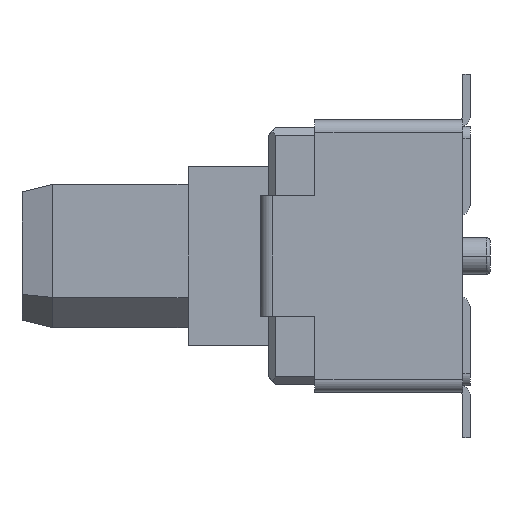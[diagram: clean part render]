
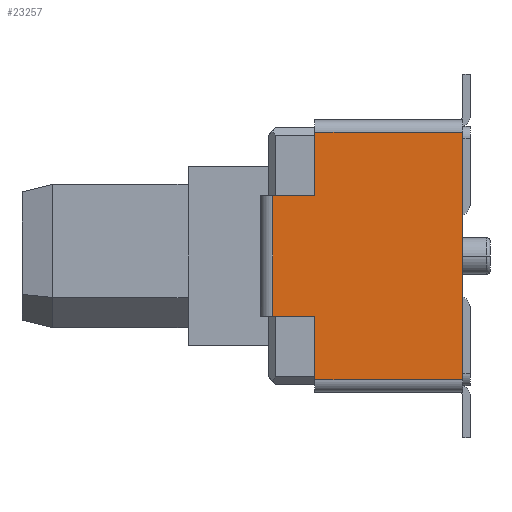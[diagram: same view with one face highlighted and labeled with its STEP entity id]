
A CAD part, left-side view. The second image highlights one B-rep face of the part: STEP entity #23257.
In plain terms, the highlighted planar face has unit normal (-1, 0, 0).
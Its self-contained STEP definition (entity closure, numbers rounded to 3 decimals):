
#159 = VECTOR ( 'NONE', #3722, 1000. ) ;
#759 = CARTESIAN_POINT ( 'NONE',  ( -14.755, 4.9, 2. ) ) ;
#1729 = ORIENTED_EDGE ( 'NONE', *, *, #22229, .T. ) ;
#1774 = PLANE ( 'NONE',  #12037 ) ;
#2043 = DIRECTION ( 'NONE',  ( 0., 0., -1. ) ) ;
#2208 = DIRECTION ( 'NONE',  ( 0., 0., 1. ) ) ;
#2414 = VECTOR ( 'NONE', #19694, 1000. ) ;
#3540 = DIRECTION ( 'NONE',  ( 0., 1., 0. ) ) ;
#3722 = DIRECTION ( 'NONE',  ( 0., 0., -1. ) ) ;
#3911 = VECTOR ( 'NONE', #34867, 1000. ) ;
#5020 = CARTESIAN_POINT ( 'NONE',  ( -14.755, 0., 4.105 ) ) ;
#5295 = EDGE_CURVE ( 'NONE', #31124, #38269, #10759, .T. ) ;
#5309 = CARTESIAN_POINT ( 'NONE',  ( -14.755, 4.9, -4.105 ) ) ;
#5334 = VECTOR ( 'NONE', #34966, 1000. ) ;
#5455 = CARTESIAN_POINT ( 'NONE',  ( -14.755, 4.9, -2. ) ) ;
#5733 = CARTESIAN_POINT ( 'NONE',  ( -14.755, 0., -4.105 ) ) ;
#6149 = LINE ( 'NONE', #759, #33399 ) ;
#6301 = VERTEX_POINT ( 'NONE', #34231 ) ;
#6306 = ORIENTED_EDGE ( 'NONE', *, *, #5295, .F. ) ;
#7252 = ORIENTED_EDGE ( 'NONE', *, *, #21407, .T. ) ;
#7318 = LINE ( 'NONE', #33843, #159 ) ;
#7451 = VECTOR ( 'NONE', #27066, 1000. ) ;
#8003 = EDGE_CURVE ( 'NONE', #24192, #31124, #34548, .T. ) ;
#9630 = EDGE_CURVE ( 'NONE', #16542, #19831, #22807, .T. ) ;
#10759 = LINE ( 'NONE', #25117, #3911 ) ;
#10763 = DIRECTION ( 'NONE',  ( 1., 0., 0. ) ) ;
#11146 = EDGE_CURVE ( 'NONE', #14300, #6301, #13342, .T. ) ;
#12037 = AXIS2_PLACEMENT_3D ( 'NONE', #38063, #10763, #22908 ) ;
#13342 = LINE ( 'NONE', #24912, #2414 ) ;
#13713 = VERTEX_POINT ( 'NONE', #16352 ) ;
#14300 = VERTEX_POINT ( 'NONE', #21987 ) ;
#14553 = LINE ( 'NONE', #17747, #38623 ) ;
#15434 = ORIENTED_EDGE ( 'NONE', *, *, #34237, .T. ) ;
#16352 = CARTESIAN_POINT ( 'NONE',  ( -14.755, 6.3, 2. ) ) ;
#16483 = EDGE_CURVE ( 'NONE', #19831, #13713, #14553, .T. ) ;
#16542 = VERTEX_POINT ( 'NONE', #20546 ) ;
#17747 = CARTESIAN_POINT ( 'NONE',  ( -14.755, 6.3, -2. ) ) ;
#19694 = DIRECTION ( 'NONE',  ( 0., 0., -1. ) ) ;
#19831 = VERTEX_POINT ( 'NONE', #33685 ) ;
#20546 = CARTESIAN_POINT ( 'NONE',  ( -14.755, 4.9, -2. ) ) ;
#21407 = EDGE_CURVE ( 'NONE', #24192, #14300, #39056, .T. ) ;
#21987 = CARTESIAN_POINT ( 'NONE',  ( -14.755, 4.9, 4.105 ) ) ;
#22229 = EDGE_CURVE ( 'NONE', #6301, #13713, #6149, .T. ) ;
#22807 = LINE ( 'NONE', #5455, #5334 ) ;
#22908 = DIRECTION ( 'NONE',  ( 0., 1., 0. ) ) ;
#23257 = ADVANCED_FACE ( 'NONE', ( #25892 ), #1774, .F. ) ;
#23942 = ORIENTED_EDGE ( 'NONE', *, *, #11146, .T. ) ;
#24192 = VERTEX_POINT ( 'NONE', #30135 ) ;
#24912 = CARTESIAN_POINT ( 'NONE',  ( -14.755, 4.9, 4.105 ) ) ;
#25117 = CARTESIAN_POINT ( 'NONE',  ( -14.755, 0., -4.105 ) ) ;
#25892 = FACE_OUTER_BOUND ( 'NONE', #29457, .T. ) ;
#27066 = DIRECTION ( 'NONE',  ( 0., 1., 0. ) ) ;
#28099 = ORIENTED_EDGE ( 'NONE', *, *, #8003, .F. ) ;
#29457 = EDGE_LOOP ( 'NONE', ( #6306, #28099, #7252, #23942, #1729, #35061, #30792, #15434 ) ) ;
#30135 = CARTESIAN_POINT ( 'NONE',  ( -14.755, 0., 4.105 ) ) ;
#30654 = CARTESIAN_POINT ( 'NONE',  ( -14.755, 0., 4.105 ) ) ;
#30792 = ORIENTED_EDGE ( 'NONE', *, *, #9630, .F. ) ;
#31124 = VERTEX_POINT ( 'NONE', #5733 ) ;
#33399 = VECTOR ( 'NONE', #3540, 1000. ) ;
#33685 = CARTESIAN_POINT ( 'NONE',  ( -14.755, 6.3, -2. ) ) ;
#33843 = CARTESIAN_POINT ( 'NONE',  ( -14.755, 4.9, -2. ) ) ;
#34231 = CARTESIAN_POINT ( 'NONE',  ( -14.755, 4.9, 2. ) ) ;
#34237 = EDGE_CURVE ( 'NONE', #16542, #38269, #7318, .T. ) ;
#34548 = LINE ( 'NONE', #5020, #36062 ) ;
#34867 = DIRECTION ( 'NONE',  ( 0., 1., 0. ) ) ;
#34966 = DIRECTION ( 'NONE',  ( 0., 1., 0. ) ) ;
#35061 = ORIENTED_EDGE ( 'NONE', *, *, #16483, .F. ) ;
#36062 = VECTOR ( 'NONE', #2043, 1000. ) ;
#38063 = CARTESIAN_POINT ( 'NONE',  ( -14.755, 0., 4.105 ) ) ;
#38269 = VERTEX_POINT ( 'NONE', #5309 ) ;
#38623 = VECTOR ( 'NONE', #2208, 1000. ) ;
#39056 = LINE ( 'NONE', #30654, #7451 ) ;
